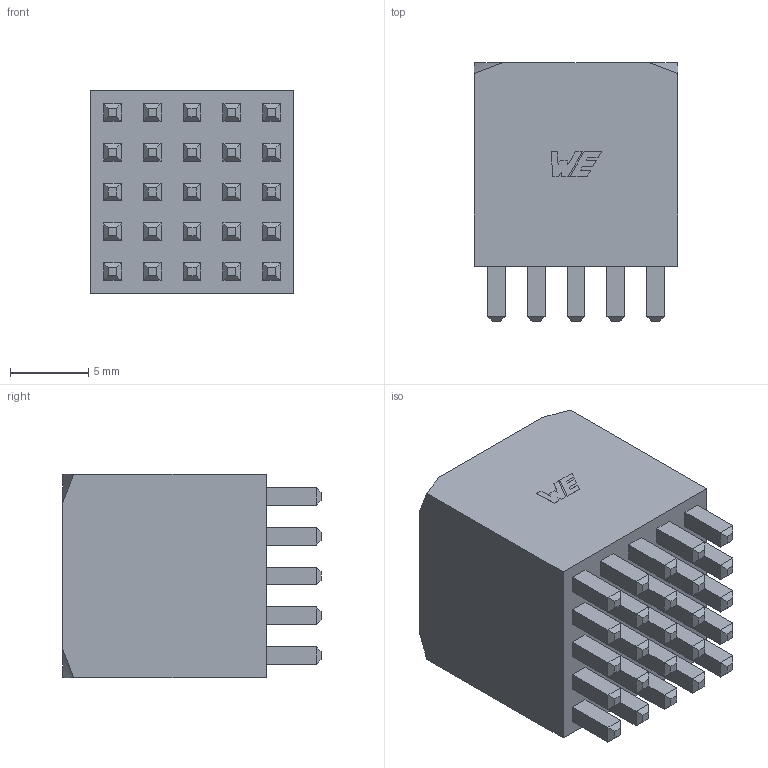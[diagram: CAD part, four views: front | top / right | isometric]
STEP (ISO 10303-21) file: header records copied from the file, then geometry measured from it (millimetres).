
FILE_DESCRIPTION (( 'STEP AP203' ), '1' );
FILE_NAME ('LF990108-A01.STEP', '2021-09-10T06:58:15', ( '' ), ( '' ), 'SwSTEP 2.0', 'SolidWorks 2018', '' );
FILE_SCHEMA (( 'CONFIG_CONTROL_DESIGN' ));
Length unit declared in the file: millimetre
Products named in the file (1): LF990108-A01
Bounding box: 13 x 16.5 x 13 mm (x, y, z)
Volume: 1913.9 mm3; surface area: 1597.6 mm2
Topology: 1 solids, 1 shells, 268 faces, 613 edges, 373 vertices
Faces by surface type: plane 258, cone 8, cylinder 2
Entity records: 7326 total; most frequent: CARTESIAN_POINT 1277, ORIENTED_EDGE 1222, DIRECTION 1151, EDGE_CURVE 611, VECTOR 593, LINE 593, VERTEX_POINT 373, EDGE_LOOP 296
